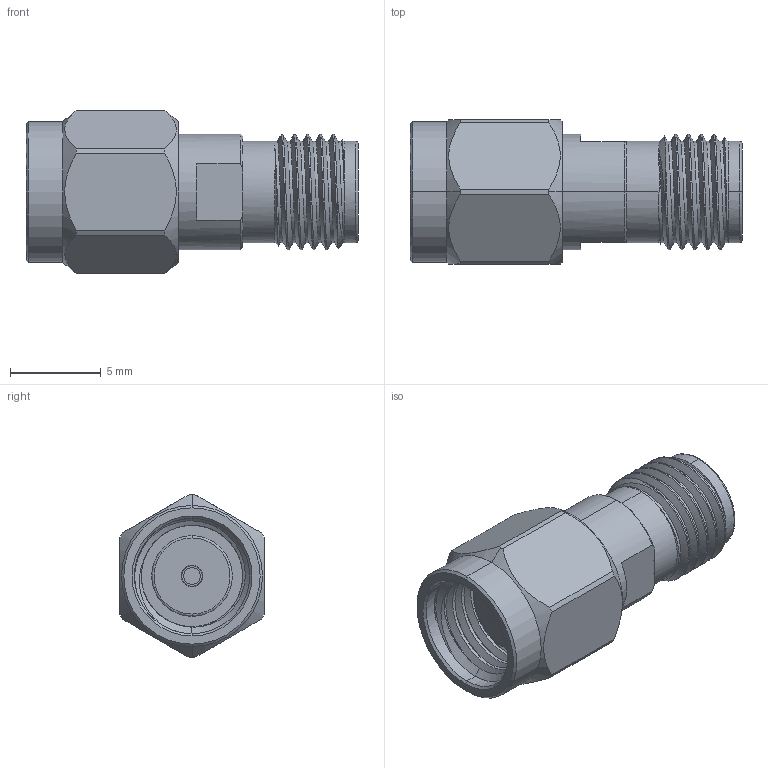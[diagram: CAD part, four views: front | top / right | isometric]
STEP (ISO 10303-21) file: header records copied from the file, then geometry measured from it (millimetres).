
FILE_DESCRIPTION (( 'STEP AP203' ), '1' );
FILE_NAME ('PE9533.step', '2019-04-18T22:21:25', ( '' ), ( '' ), 'SwSTEP 2.0', 'SolidWorks 2018', '' );
FILE_SCHEMA (( 'CONFIG_CONTROL_DESIGN' ));
Length unit declared in the file: inch
Products named in the file (1): PE9533
Bounding box: 18.29 x 7.94 x 8.99 mm (x, y, z)
Volume: 567.1 mm3; surface area: 788.7 mm2
Topology: 1 solids, 1 shells, 134 faces, 339 edges, 216 vertices
Faces by surface type: cylinder 59, plane 37, cone 28, bspline 8, torus 2
Entity records: 7394 total; most frequent: CARTESIAN_POINT 4349, ORIENTED_EDGE 678, DIRECTION 569, EDGE_CURVE 339, AXIS2_PLACEMENT_3D 231, VERTEX_POINT 216, EDGE_LOOP 143, FACE_OUTER_BOUND 134
